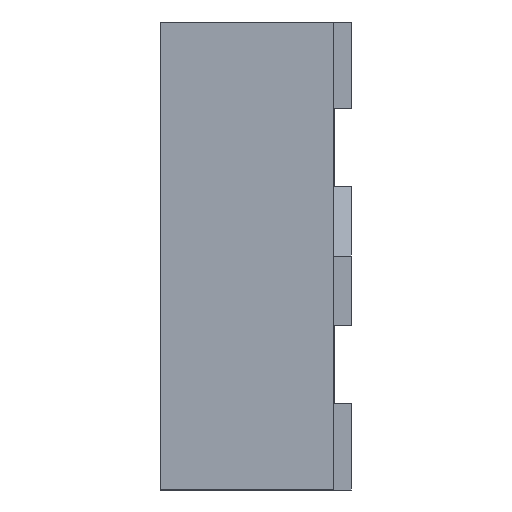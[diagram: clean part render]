
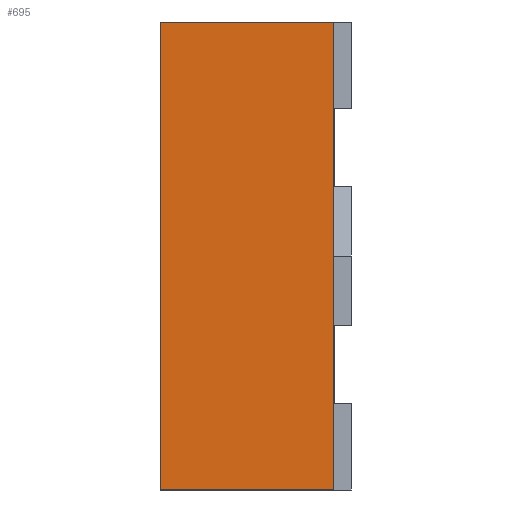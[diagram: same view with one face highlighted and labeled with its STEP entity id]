
A CAD part, left-side view. The second image highlights one B-rep face of the part: STEP entity #695.
In plain terms, the highlighted planar face has unit normal (-1, 0, 0).
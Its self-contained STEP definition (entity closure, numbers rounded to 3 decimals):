
#2 = VERTEX_POINT ( 'NONE', #1576 ) ;
#64 = LINE ( 'NONE', #705, #2190 ) ;
#238 = ORIENTED_EDGE ( 'NONE', *, *, #4099, .F. ) ;
#244 = LINE ( 'NONE', #5139, #3307 ) ;
#516 = DIRECTION ( 'NONE',  ( 0., -1., 0. ) ) ;
#695 = ADVANCED_FACE ( 'NONE', ( #2580 ), #2871, .F. ) ;
#705 = CARTESIAN_POINT ( 'NONE',  ( -1.65, 4.665, 0.675 ) ) ;
#1321 = VECTOR ( 'NONE', #5105, 1000. ) ;
#1576 = CARTESIAN_POINT ( 'NONE',  ( -1.65, 0.05, -0.675 ) ) ;
#1592 = ORIENTED_EDGE ( 'NONE', *, *, #4709, .T. ) ;
#1677 = LINE ( 'NONE', #2915, #4275 ) ;
#1719 = VERTEX_POINT ( 'NONE', #3564 ) ;
#2137 = EDGE_LOOP ( 'NONE', ( #238, #2298, #1592, #5124 ) ) ;
#2190 = VECTOR ( 'NONE', #3906, 1000. ) ;
#2298 = ORIENTED_EDGE ( 'NONE', *, *, #3880, .T. ) ;
#2580 = FACE_OUTER_BOUND ( 'NONE', #2137, .T. ) ;
#2610 = CARTESIAN_POINT ( 'NONE',  ( -1.65, 0.05, 0.675 ) ) ;
#2651 = EDGE_CURVE ( 'NONE', #3287, #5162, #64, .T. ) ;
#2871 = PLANE ( 'NONE',  #4524 ) ;
#2915 = CARTESIAN_POINT ( 'NONE',  ( -1.65, 4.665, -0.675 ) ) ;
#3118 = DIRECTION ( 'NONE',  ( 0., 0., 1. ) ) ;
#3249 = DIRECTION ( 'NONE',  ( 0., 0., -1. ) ) ;
#3287 = VERTEX_POINT ( 'NONE', #3399 ) ;
#3307 = VECTOR ( 'NONE', #3118, 1000. ) ;
#3399 = CARTESIAN_POINT ( 'NONE',  ( -1.65, 0.55, 0.675 ) ) ;
#3483 = CARTESIAN_POINT ( 'NONE',  ( -1.65, 0.05, 0.675 ) ) ;
#3564 = CARTESIAN_POINT ( 'NONE',  ( -1.65, 0.55, -0.675 ) ) ;
#3880 = EDGE_CURVE ( 'NONE', #1719, #2, #1677, .T. ) ;
#3906 = DIRECTION ( 'NONE',  ( 0., -1., 0. ) ) ;
#4070 = DIRECTION ( 'NONE',  ( 1., 0., 0. ) ) ;
#4099 = EDGE_CURVE ( 'NONE', #1719, #3287, #244, .T. ) ;
#4258 = LINE ( 'NONE', #3483, #1321 ) ;
#4275 = VECTOR ( 'NONE', #516, 1000. ) ;
#4479 = CARTESIAN_POINT ( 'NONE',  ( -1.65, 4.665, 0.675 ) ) ;
#4524 = AXIS2_PLACEMENT_3D ( 'NONE', #4479, #4070, #3249 ) ;
#4709 = EDGE_CURVE ( 'NONE', #2, #5162, #4258, .T. ) ;
#5105 = DIRECTION ( 'NONE',  ( 0., 0., 1. ) ) ;
#5124 = ORIENTED_EDGE ( 'NONE', *, *, #2651, .F. ) ;
#5139 = CARTESIAN_POINT ( 'NONE',  ( -1.65, 0.55, 0.675 ) ) ;
#5162 = VERTEX_POINT ( 'NONE', #2610 ) ;
